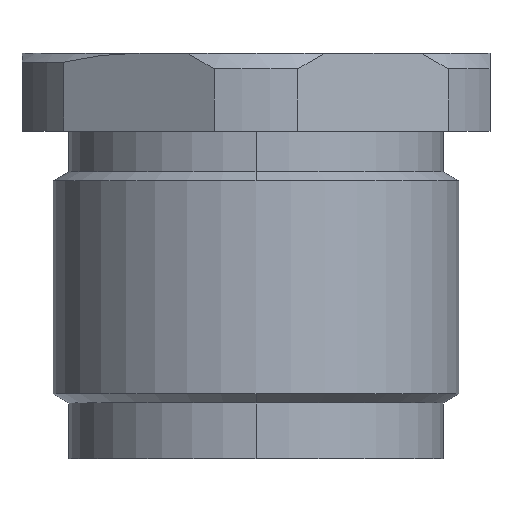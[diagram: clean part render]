
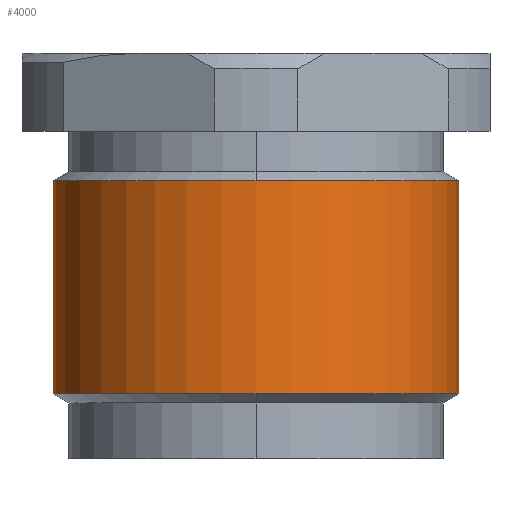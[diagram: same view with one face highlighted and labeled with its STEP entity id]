
A CAD part, left-side view. The second image highlights one B-rep face of the part: STEP entity #4000.
In plain terms, the highlighted cylindrical face has radius 13 mm (diameter 26 mm), a partial arc.
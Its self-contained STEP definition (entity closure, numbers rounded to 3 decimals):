
#630=CARTESIAN_POINT('',(52.,61.,19.75));
#640=DIRECTION('',(0.,0.,1.));
#650=VECTOR('',#640,1.);
#660=LINE('',#630,#650);
#670=CARTESIAN_POINT('',(52.,61.,4.155));
#680=VERTEX_POINT('',#670);
#690=CARTESIAN_POINT('',(52.,61.,17.811));
#700=VERTEX_POINT('',#690);
#710=EDGE_CURVE('',#680,#700,#660,.T.);
#730=CARTESIAN_POINT('',(52.,48.,4.155));
#740=DIRECTION('',(0.,0.,1.));
#750=DIRECTION('',(1.,0.,0.));
#760=AXIS2_PLACEMENT_3D('',#730,#740,#750);
#770=CIRCLE('',#760,13.);
#820=CARTESIAN_POINT('',(52.,35.,4.155));
#830=VERTEX_POINT('',#820);
#860=CARTESIAN_POINT('',(52.,35.,19.75));
#870=DIRECTION('',(0.,0.,1.));
#880=VECTOR('',#870,1.);
#890=LINE('',#860,#880);
#900=CARTESIAN_POINT('',(52.,35.,17.811));
#910=VERTEX_POINT('',#900);
#920=EDGE_CURVE('',#830,#910,#890,.T.);
#940=CARTESIAN_POINT('',(52.,48.,17.811));
#950=DIRECTION('',(0.,0.,-1.));
#960=DIRECTION('',(-1.,0.,0.));
#970=AXIS2_PLACEMENT_3D('',#940,#950,#960);
#980=CIRCLE('',#970,13.);
#3030=CARTESIAN_POINT('',(39.,48.,4.155));
#3040=VERTEX_POINT('',#3030);
#3070=EDGE_CURVE('693314-1264079110-15c55b27c6-0 91917',#3040,#830,#770,
.T.);
#3320=CARTESIAN_POINT('',(39.,48.,17.811));
#3330=VERTEX_POINT('',#3320);
#3340=EDGE_CURVE('693314-1264079110-15c55b27c6-0 92096',#910,#3330,#980,
.T.);
#3670=EDGE_CURVE('693314-1264079110-15c55b27c6-0 91917',#680,#3040,#770,
.T.);
#3860=CARTESIAN_POINT('',(52.,48.,19.75));
#3870=DIRECTION('',(0.,0.,1.));
#3880=DIRECTION('',(0.,1.,0.));
#3890=AXIS2_PLACEMENT_3D('',#3860,#3870,#3880);
#3900=CYLINDRICAL_SURFACE('',#3890,13.);
#3910=ORIENTED_EDGE('',*,*,#3070,.T.);
#3920=ORIENTED_EDGE('',*,*,#3670,.T.);
#3930=ORIENTED_EDGE('',*,*,#710,.F.);
#3940=EDGE_CURVE('693314-1264079110-15c55b27c6-0 92096',#3330,#700,#980,
.T.);
#3950=ORIENTED_EDGE('',*,*,#3940,.T.);
#3960=ORIENTED_EDGE('',*,*,#3340,.T.);
#3970=ORIENTED_EDGE('',*,*,#920,.T.);
#3980=EDGE_LOOP('',(#3970,#3960,#3950,#3930,#3920,#3910));
#3990=FACE_OUTER_BOUND('',#3980,.T.);
#4000=ADVANCED_FACE('012643-1178198262-15c55b27c6-0 1386629',(#3990),
#3900,.T.);
